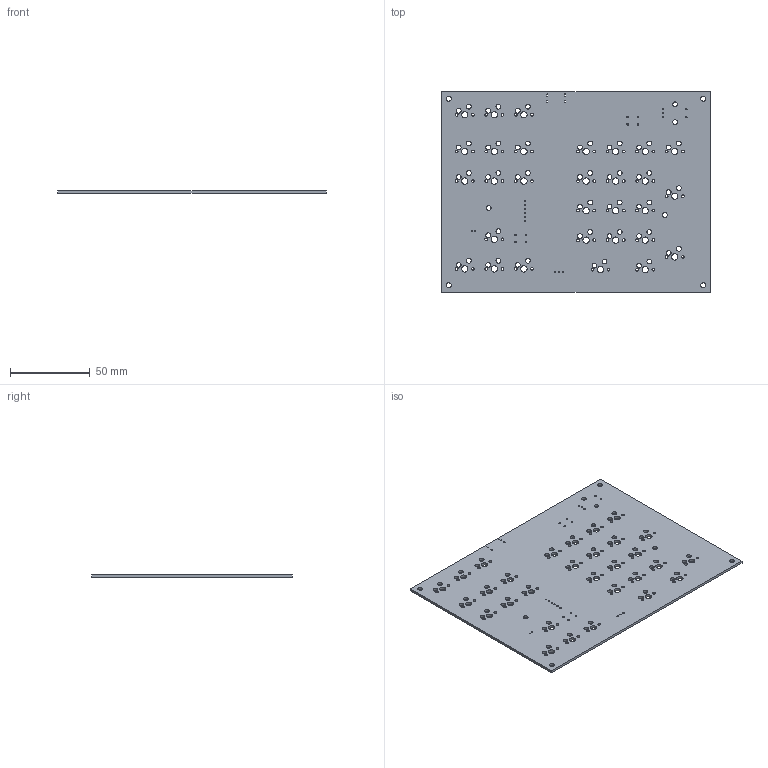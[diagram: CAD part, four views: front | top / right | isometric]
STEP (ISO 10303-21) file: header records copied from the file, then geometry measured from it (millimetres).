
FILE_DESCRIPTION(('KiCad electronic assembly'),'2;1');
FILE_NAME('Keyboard_stm32.step','2024-08-08T11:02:54',('Pcbnew'),( 'Kicad'),'Open CASCADE STEP processor 7.8','KiCad to STEP converter' ,'Unknown');
FILE_SCHEMA(('AUTOMOTIVE_DESIGN { 1 0 10303 214 1 1 1 1 }'));
Length unit declared in the file: millimetre
Products named in the file (2): Keyboard_stm32 1; Keyboard_stm32_PCB
Assembly tree (1 placements, depth 2):
  Keyboard_stm32 1
    Keyboard_stm32_PCB
Bounding box: 168.3 x 125.7 x 1.6 mm (x, y, z)
Volume: 32225.7 mm3; surface area: 43504.8 mm2
Topology: 1 solids, 1 shells, 204 faces, 606 edges, 404 vertices
Faces by surface type: cylinder 190, plane 14
Full cylindrical faces by diameter (mm): 0.7 x2, 0.9 x3, 1 x13, 1.02 x6, 1.7 x60, 2.9 x2, 3 x66, 4 x30
Entity records: 7851 total; most frequent: DIRECTION 1398, CARTESIAN_POINT 1216, ORIENTED_EDGE 1212, EDGE_CURVE 606, AXIS2_PLACEMENT_3D 586, FACE_BOUND 576, EDGE_LOOP 576, VERTEX_POINT 404
